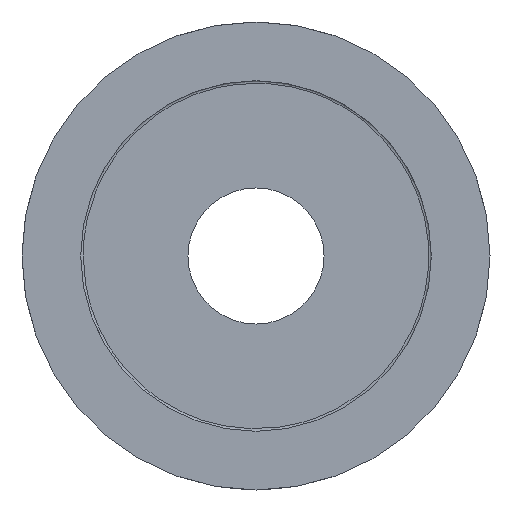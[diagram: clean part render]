
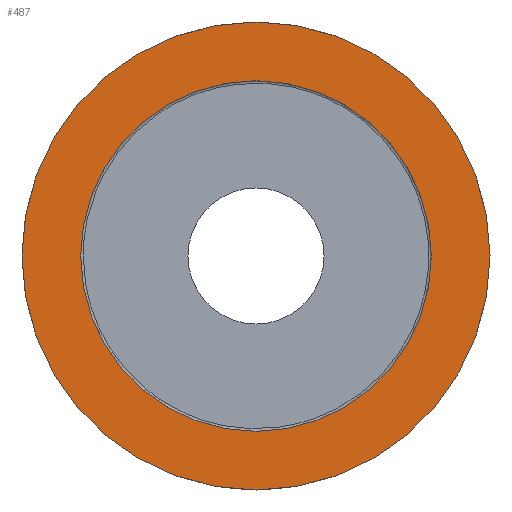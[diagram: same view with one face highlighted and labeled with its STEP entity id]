
A CAD part, left-side view. The second image highlights one B-rep face of the part: STEP entity #487.
In plain terms, the highlighted planar face has unit normal (-1, 0, 0).
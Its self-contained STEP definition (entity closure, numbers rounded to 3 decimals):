
#13 = ORIENTED_EDGE ( 'NONE', *, *, #524, .T. ) ;
#74 = AXIS2_PLACEMENT_3D ( 'NONE', #694, #909, #486 ) ;
#77 = DIRECTION ( 'NONE',  ( -1., 0., 0. ) ) ;
#111 = DIRECTION ( 'NONE',  ( 1., 0., 0. ) ) ;
#134 = VERTEX_POINT ( 'NONE', #441 ) ;
#285 = FACE_BOUND ( 'NONE', #598, .T. ) ;
#294 = CIRCLE ( 'NONE', #929, 20.6 ) ;
#359 = EDGE_CURVE ( 'NONE', #134, #134, #622, .T. ) ;
#411 = VERTEX_POINT ( 'NONE', #725 ) ;
#441 = CARTESIAN_POINT ( 'NONE',  ( 0., 27.5, 0. ) ) ;
#467 = DIRECTION ( 'NONE',  ( 0., 1., 0. ) ) ;
#486 = DIRECTION ( 'NONE',  ( 0., 1., 0. ) ) ;
#487 = ADVANCED_FACE ( 'NONE', ( #285, #824 ), #629, .T. ) ;
#499 = AXIS2_PLACEMENT_3D ( 'NONE', #831, #77, #590 ) ;
#524 = EDGE_CURVE ( 'NONE', #411, #411, #294, .T. ) ;
#590 = DIRECTION ( 'NONE',  ( 0., -1., 0. ) ) ;
#598 = EDGE_LOOP ( 'NONE', ( #13 ) ) ;
#622 = CIRCLE ( 'NONE', #74, 27.5 ) ;
#629 = PLANE ( 'NONE',  #499 ) ;
#694 = CARTESIAN_POINT ( 'NONE',  ( 0., 0., 0. ) ) ;
#725 = CARTESIAN_POINT ( 'NONE',  ( 0., 20.6, 0. ) ) ;
#781 = ORIENTED_EDGE ( 'NONE', *, *, #359, .F. ) ;
#824 = FACE_OUTER_BOUND ( 'NONE', #901, .T. ) ;
#831 = CARTESIAN_POINT ( 'NONE',  ( 0., 27.5, 0. ) ) ;
#886 = CARTESIAN_POINT ( 'NONE',  ( 0., 0., 0. ) ) ;
#901 = EDGE_LOOP ( 'NONE', ( #781 ) ) ;
#909 = DIRECTION ( 'NONE',  ( 1., 0., 0. ) ) ;
#929 = AXIS2_PLACEMENT_3D ( 'NONE', #886, #111, #467 ) ;
